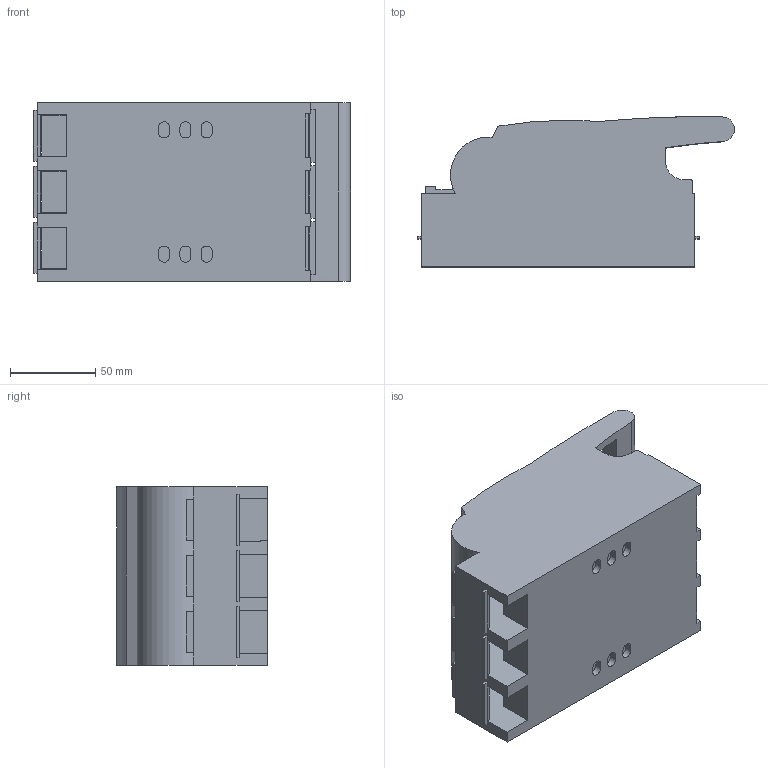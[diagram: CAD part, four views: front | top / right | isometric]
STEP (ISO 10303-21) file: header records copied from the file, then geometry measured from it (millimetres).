
FILE_DESCRIPTION((''),'2;1');
FILE_NAME('ASM0004_SW0001','2017-08-29T',('FITOJOE1'),(''),'CREO PARAMETRIC BY PTC INC, 2016380','CREO PARAMETRIC BY PTC INC, 2016380','');
FILE_SCHEMA(('CONFIG_CONTROL_DESIGN'));
Length unit declared in the file: millimetre
Products named in the file (1): ASM0004_SW0001
Bounding box: 186.32 x 88.34 x 105 mm (x, y, z)
Volume: 1140499.7 mm3; surface area: 117146.9 mm2
Topology: 1 solids, 1 shells, 246 faces, 709 edges, 476 vertices
Faces by surface type: plane 183, cylinder 63
Entity records: 8180 total; most frequent: CARTESIAN_POINT 1443, ORIENTED_EDGE 1418, DIRECTION 1371, EDGE_CURVE 709, VECTOR 533, LINE 533, VERTEX_POINT 476, AXIS2_PLACEMENT_3D 419
